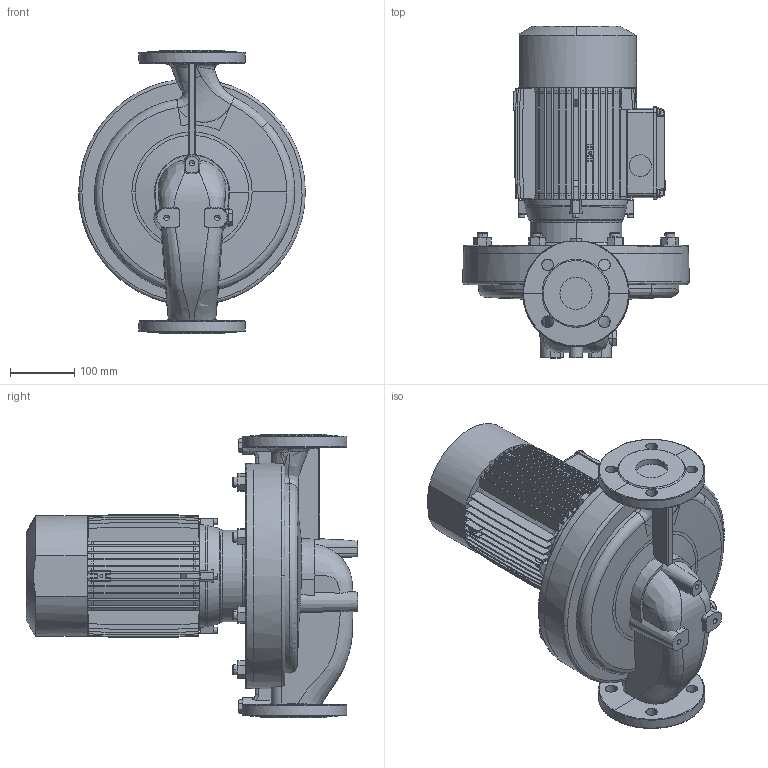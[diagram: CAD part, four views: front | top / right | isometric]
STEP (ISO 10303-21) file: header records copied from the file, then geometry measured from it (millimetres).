
FILE_DESCRIPTION (( 'STEP AP203' ), '1' );
FILE_NAME ('4.93.504.21swp02.step', '2023-06-09T08:10:24', ( '' ), ( '' ), 'SwSTEP 2.0', 'SolidWorks 2020', '' );
FILE_SCHEMA (( 'CONFIG_CONTROL_DESIGN' ));
Length unit declared in the file: millimetre
Products named in the file (1): 4.93.504.21swp02
Bounding box: 352.22 x 515.64 x 440 mm (x, y, z)
Volume: 17885214.6 mm3; surface area: 1176774.1 mm2
Topology: 1 solids, 1 shells, 2761 faces, 7707 edges, 5057 vertices
Faces by surface type: bspline 1142, plane 1130, cone 235, cylinder 227, torus 19, sphere 8
Entity records: 115625 total; most frequent: CARTESIAN_POINT 56354, ORIENTED_EDGE 15386, EDGE_CURVE 7693, DIRECTION 7178, VERTEX_POINT 5057, B_SPLINE_CURVE_WITH_KNOTS 4184, EDGE_LOOP 2900, VECTOR 2818
